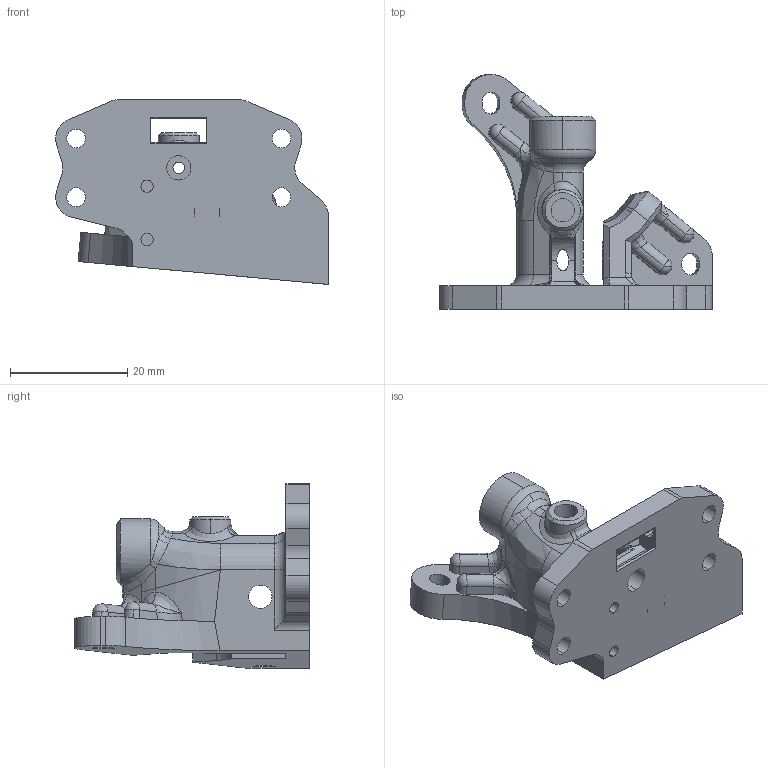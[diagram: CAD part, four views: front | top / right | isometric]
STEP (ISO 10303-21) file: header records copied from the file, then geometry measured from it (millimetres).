
FILE_DESCRIPTION (( 'STEP AP203' ), '1' );
FILE_NAME ('Lowboi Mk4 REMIX Body - Shaunuss Mounting - 2 start KHK.STEP', '2024-10-10T05:46:46', ( '' ), ( '' ), 'SwSTEP 2.0', 'SolidWorks 2022', '' );
FILE_SCHEMA (( 'CONFIG_CONTROL_DESIGN' ));
Length unit declared in the file: millimetre
Products named in the file (1): Lowboi Mk4 REMIX Body - Shaunuss Mounting - 2 start KHK
Bounding box: 46.5 x 40.05 x 31.51 mm (x, y, z)
Volume: 9777.4 mm3; surface area: 7177.6 mm2
Topology: 1 solids, 1 shells, 305 faces, 820 edges, 509 vertices
Faces by surface type: cylinder 116, plane 79, bspline 78, torus 13, cone 12, sphere 7
Entity records: 11995 total; most frequent: CARTESIAN_POINT 4925, ORIENTED_EDGE 1612, DIRECTION 1299, EDGE_CURVE 806, VERTEX_POINT 505, AXIS2_PLACEMENT_3D 501, EDGE_LOOP 333, FACE_OUTER_BOUND 305
